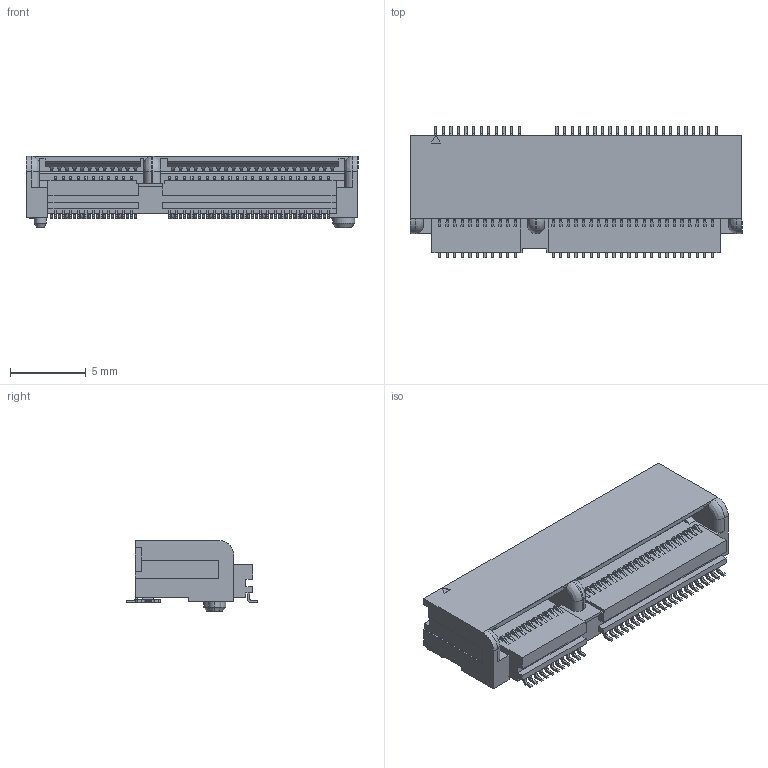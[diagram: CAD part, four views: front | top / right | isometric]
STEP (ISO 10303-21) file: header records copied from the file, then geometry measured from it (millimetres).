
FILE_DESCRIPTION(/* description */ (''),/* implementation_level */ '2;1');
FILE_NAME(/* name */ 'J-75-0050-MOS-M2-E.step',/* time_stamp */ '2023-03-28T21:24:37+11:00',/* author */ (''),/* organization */ (''),/* preprocessor_version */ 'ST-DEVELOPER v19.2',/* originating_system */ 'Autodesk Translation Framework v11.17.0.187',/* authorisation */ '');
FILE_SCHEMA (('AUTOMOTIVE_DESIGN { 1 0 10303 214 3 1 1 }'));
Products named in the file (2): J-75-0050-MOS-M2-E; Document (1)
Assembly tree (1 placements, depth 2):
  J-75-0050-MOS-M2-E
    Document (1)
Bounding box: 21.9 x 8.7 x 4.7 mm (x, y, z)
Surface area: 756.8 mm2 (no closed solid volume)
Topology: 0 solids, 1373 shells, 1373 faces, 7552 edges, 7552 vertices
Faces by surface type: plane 1100, cylinder 265, cone 4, bspline 4
Entity records: 77255 total; most frequent: CARTESIAN_POINT 16896, DIRECTION 11368, VERTEX_POINT 7552, EDGE_CURVE 7552, ORIENTED_EDGE 7552, LINE 6448, VECTOR 6448, AXIS2_PLACEMENT_3D 2460
